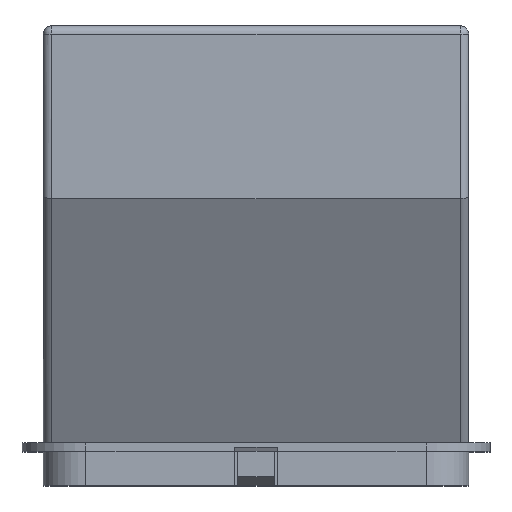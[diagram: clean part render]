
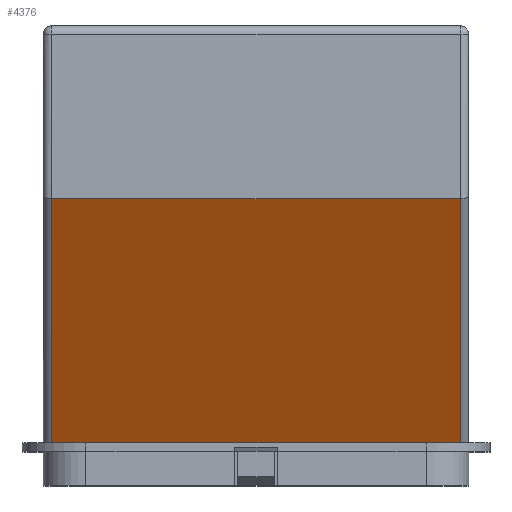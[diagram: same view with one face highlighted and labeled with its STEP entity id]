
A CAD part, top view. The second image highlights one B-rep face of the part: STEP entity #4376.
In plain terms, the highlighted planar face has unit normal (0, -0.463, 0.886).
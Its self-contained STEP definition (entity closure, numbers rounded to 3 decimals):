
#455 = ORIENTED_EDGE ( 'NONE', *, *, #4535, .F. ) ;
#761 = LINE ( 'NONE', #2794, #5228 ) ;
#890 = EDGE_LOOP ( 'NONE', ( #13855, #11986, #455, #11673 ) ) ;
#1178 = VERTEX_POINT ( 'NONE', #1805 ) ;
#1805 = CARTESIAN_POINT ( 'NONE',  ( -48., 64.184, 80. ) ) ;
#1849 = CARTESIAN_POINT ( 'NONE',  ( 45., -19.069, 36.476 ) ) ;
#2213 = CARTESIAN_POINT ( 'NONE',  ( 48., 64.184, 80. ) ) ;
#2270 = LINE ( 'NONE', #9822, #4735 ) ;
#2484 = DIRECTION ( 'NONE',  ( -1., 0., 0. ) ) ;
#2699 = CARTESIAN_POINT ( 'NONE',  ( 45., 64.184, 80. ) ) ;
#2794 = CARTESIAN_POINT ( 'NONE',  ( -48., 6.8, 50. ) ) ;
#2864 = DIRECTION ( 'NONE',  ( 0., -0.886, -0.463 ) ) ;
#2963 = EDGE_CURVE ( 'NONE', #12897, #14292, #14298, .T. ) ;
#3082 = FACE_OUTER_BOUND ( 'NONE', #890, .T. ) ;
#3764 = EDGE_CURVE ( 'NONE', #14292, #1178, #4884, .T. ) ;
#4321 = DIRECTION ( 'NONE',  ( -1., 0., 0. ) ) ;
#4376 = ADVANCED_FACE ( 'NONE', ( #3082 ), #13956, .F. ) ;
#4535 = EDGE_CURVE ( 'NONE', #12897, #14092, #2270, .T. ) ;
#4735 = VECTOR ( 'NONE', #4321, 1000. ) ;
#4884 = LINE ( 'NONE', #2699, #8956 ) ;
#5190 = DIRECTION ( 'NONE',  ( 0., 0.463, -0.886 ) ) ;
#5228 = VECTOR ( 'NONE', #2864, 1000. ) ;
#5610 = CARTESIAN_POINT ( 'NONE',  ( 48., 6.8, 50. ) ) ;
#5658 = DIRECTION ( 'NONE',  ( 0., 0.886, 0.463 ) ) ;
#6121 = AXIS2_PLACEMENT_3D ( 'NONE', #1849, #5190, #13884 ) ;
#6555 = EDGE_CURVE ( 'NONE', #1178, #14092, #761, .T. ) ;
#8256 = VECTOR ( 'NONE', #5658, 1000. ) ;
#8917 = CARTESIAN_POINT ( 'NONE',  ( -48., 6.8, 50. ) ) ;
#8956 = VECTOR ( 'NONE', #2484, 1000. ) ;
#9822 = CARTESIAN_POINT ( 'NONE',  ( 45., 6.8, 50. ) ) ;
#11673 = ORIENTED_EDGE ( 'NONE', *, *, #2963, .T. ) ;
#11986 = ORIENTED_EDGE ( 'NONE', *, *, #6555, .T. ) ;
#12897 = VERTEX_POINT ( 'NONE', #5610 ) ;
#13855 = ORIENTED_EDGE ( 'NONE', *, *, #3764, .T. ) ;
#13884 = DIRECTION ( 'NONE',  ( 0., 0.886, 0.463 ) ) ;
#13956 = PLANE ( 'NONE',  #6121 ) ;
#14092 = VERTEX_POINT ( 'NONE', #8917 ) ;
#14292 = VERTEX_POINT ( 'NONE', #2213 ) ;
#14298 = LINE ( 'NONE', #14366, #8256 ) ;
#14366 = CARTESIAN_POINT ( 'NONE',  ( 48., 64.184, 80. ) ) ;
